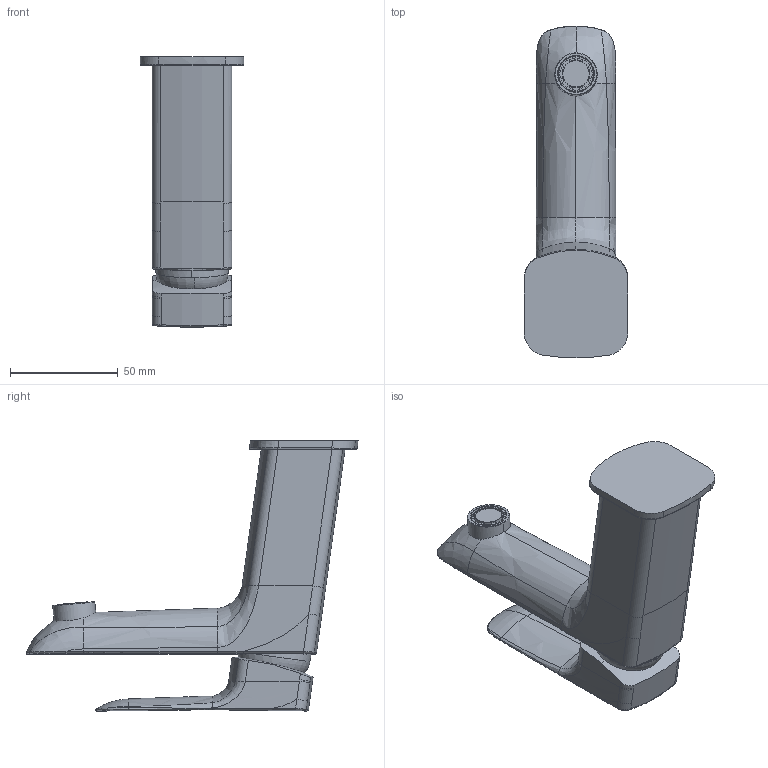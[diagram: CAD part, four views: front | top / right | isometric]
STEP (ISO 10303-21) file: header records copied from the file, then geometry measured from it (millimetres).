
FILE_DESCRIPTION(('CoCreate Modeling STEP Export'),'2;1');
FILE_NAME('09-211.stp','2019-02-07T11:30:16',(''),(''),'CoCreate Modeling STEP processor for AP214 (Solid Model)','CoCreate Modeling 17.0 01-Apr-2010 (C) Parametric Technology GmbH','');
FILE_SCHEMA(('AUTOMOTIVE_DESIGN { 1 0 10303 214 1 1 1 1 }'));
Length unit declared in the file: millimetre
Products named in the file (2): 09-211
Assembly tree (1 placements, depth 2):
  09-211
    09-211
Bounding box: 48 x 153.88 x 125.27 mm (x, y, z)
Volume: 235954.1 mm3; surface area: 36070.3 mm2
Topology: 1 solids, 2 shells, 192 faces, 465 edges, 282 vertices
Faces by surface type: cylinder 68, bspline 58, plane 44, torus 14, cone 6, extrusion 2
Entity records: 10372 total; most frequent: CARTESIAN_POINT 6416, ORIENTED_EDGE 930, DIRECTION 622, EDGE_CURVE 465, VERTEX_POINT 282, AXIS2_PLACEMENT_3D 226, EDGE_LOOP 199, FACE_OUTER_BOUND 192
